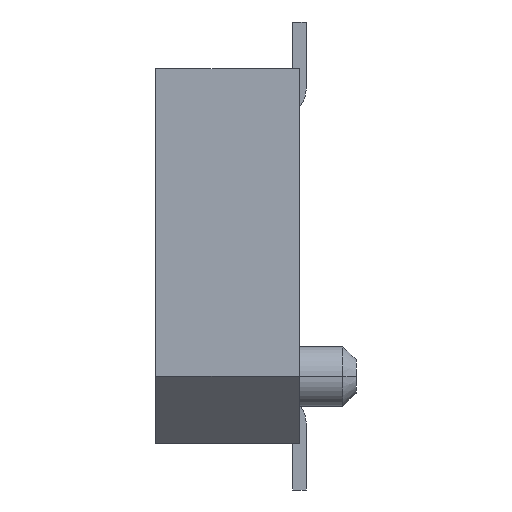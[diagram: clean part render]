
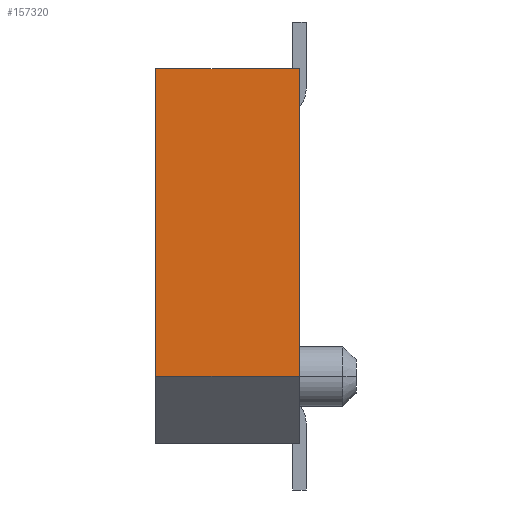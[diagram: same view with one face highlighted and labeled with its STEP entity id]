
A CAD part, left-side view. The second image highlights one B-rep face of the part: STEP entity #157320.
In plain terms, the highlighted planar face has unit normal (-1, 0, 0).
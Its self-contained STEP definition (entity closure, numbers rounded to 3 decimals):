
#119460=CARTESIAN_POINT('',(6.,0.,2.8));
#119470=VERTEX_POINT('',#119460);
#119500=CARTESIAN_POINT('',(6.,0.,2.8));
#119510=DIRECTION('',(0.,1.,0.));
#119520=VECTOR('',#119510,1.);
#119530=LINE('',#119500,#119520);
#119540=CARTESIAN_POINT('',(6.,2.15,2.8));
#119550=VERTEX_POINT('',#119540);
#119560=EDGE_CURVE('',#119470,#119550,#119530,.T.);
#127930=CARTESIAN_POINT('',(6.,0.,-1.8));
#127940=VERTEX_POINT('',#127930);
#127970=CARTESIAN_POINT('',(6.,0.,0.));
#127980=DIRECTION('',(0.,0.,-1.));
#127990=VECTOR('',#127980,1.);
#128000=LINE('',#127970,#127990);
#128010=EDGE_CURVE('',#119470,#127940,#128000,.T.);
#148380=CARTESIAN_POINT('',(6.,2.15,0.));
#148390=DIRECTION('',(0.,0.,1.));
#148400=VECTOR('',#148390,1.);
#148410=LINE('',#148380,#148400);
#148420=CARTESIAN_POINT('',(6.,2.15,-1.8));
#148430=VERTEX_POINT('',#148420);
#148440=EDGE_CURVE('',#148430,#119550,#148410,.T.);
#157160=CARTESIAN_POINT('',(6.,1.075,0.25));
#157170=DIRECTION('',(-1.,0.,0.));
#157180=DIRECTION('',(0.,0.,1.));
#157190=AXIS2_PLACEMENT_3D('',#157160,#157170,#157180);
#157200=PLANE('',#157190);
#157210=ORIENTED_EDGE('',*,*,#148440,.F.);
#157220=ORIENTED_EDGE('',*,*,#119560,.T.);
#157230=ORIENTED_EDGE('',*,*,#128010,.F.);
#157240=CARTESIAN_POINT('',(6.,0.,-1.8));
#157250=DIRECTION('',(0.,-1.,0.));
#157260=VECTOR('',#157250,1.);
#157270=LINE('',#157240,#157260);
#157280=EDGE_CURVE('',#148430,#127940,#157270,.T.);
#157290=ORIENTED_EDGE('',*,*,#157280,.T.);
#157300=EDGE_LOOP('',(#157290,#157230,#157220,#157210));
#157310=FACE_OUTER_BOUND('',#157300,.T.);
#157320=ADVANCED_FACE('',(#157310),#157200,.T.);
